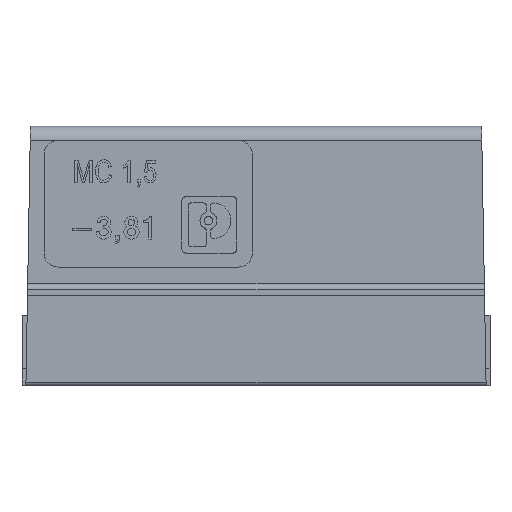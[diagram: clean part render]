
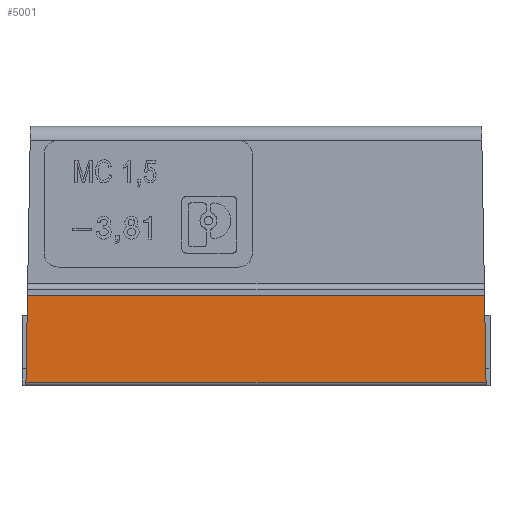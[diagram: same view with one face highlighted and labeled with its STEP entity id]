
A CAD part, top view. The second image highlights one B-rep face of the part: STEP entity #5001.
In plain terms, the highlighted planar face has unit normal (0, 0, 1).
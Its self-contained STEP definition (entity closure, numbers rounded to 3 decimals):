
#5001=ADVANCED_FACE('',(#11713),#11714,.F.);
#5795=VERTEX_POINT('',#12907);
#5797=EDGE_CURVE('',#5795,#12909,#12910,.T.);
#6115=VERTEX_POINT('',#13267);
#6117=EDGE_CURVE('',#13269,#6115,#13270,.T.);
#6121=EDGE_CURVE('',#5795,#6115,#13274,.T.);
#11713=FACE_OUTER_BOUND('',#20093,.T.);
#11714=PLANE('',#20094);
#12907=CARTESIAN_POINT('',(0.001,0.1,7.0));
#12909=VERTEX_POINT('',#21742);
#12910=LINE('',#21743,#21744);
#13267=CARTESIAN_POINT('',(0.055,3.2,7.));
#13269=VERTEX_POINT('',#22447);
#13270=LINE('',#22448,#22449);
#13274=LINE('',#22456,#22457);
#20093=EDGE_LOOP('',(#32028,#32029,#32030,#32031));
#20094=AXIS2_PLACEMENT_3D('',#32032,#32033,#32034);
#21742=CARTESIAN_POINT('',(16.349,0.1,7.));
#21743=CARTESIAN_POINT('',(0.001,0.1,7.));
#21744=VECTOR('',#35647,1.0);
#22447=CARTESIAN_POINT('',(16.295,3.2,7.));
#22448=CARTESIAN_POINT('',(71.041,3.2,7.0));
#22449=VECTOR('',#35800,1.0);
#22456=CARTESIAN_POINT('',(0.001,0.1,7.0));
#22457=VECTOR('',#35802,1.0);
#32028=ORIENTED_EDGE('',*,*,#5797,.T.);
#32029=ORIENTED_EDGE('',*,*,#37103,.F.);
#32030=ORIENTED_EDGE('',*,*,#6117,.T.);
#32031=ORIENTED_EDGE('',*,*,#6121,.F.);
#32032=CARTESIAN_POINT('',(-0.06,0.022,7.));
#32033=DIRECTION('',(0.,0.,-1.0));
#32034=DIRECTION('',(-1.0,0.0,0.));
#35647=DIRECTION('',(1.0,0.,0.));
#35800=DIRECTION('',(-1.0,0.,0.));
#35802=DIRECTION('',(0.017,1.,0.));
#37103=EDGE_CURVE('',#13269,#12909,#38460,.T.);
#38460=LINE('',#40194,#40195);
#40194=CARTESIAN_POINT('',(16.269,4.729,7.));
#40195=VECTOR('',#41987,1.0);
#41987=DIRECTION('',(0.017,-1.,0.));
